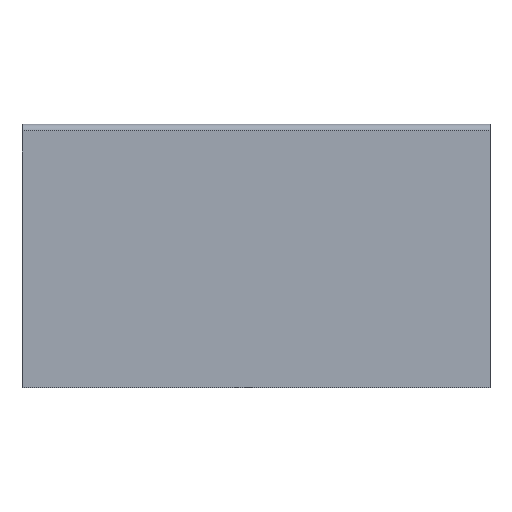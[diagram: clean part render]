
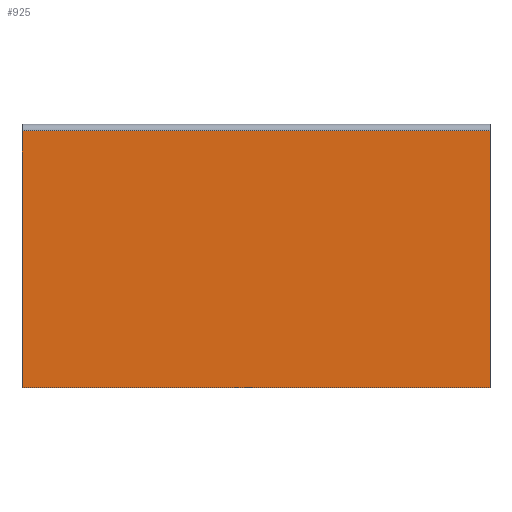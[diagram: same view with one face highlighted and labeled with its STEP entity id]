
A CAD part, front view. The second image highlights one B-rep face of the part: STEP entity #925.
In plain terms, the highlighted planar face has unit normal (0, -1, 0).
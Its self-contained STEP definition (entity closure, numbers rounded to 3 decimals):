
#36=CARTESIAN_POINT('Line Origine',(4.42,0.,0.)) ;
#40=CARTESIAN_POINT('Vertex',(0.,0.,0.)) ;
#42=CARTESIAN_POINT('Vertex',(8.839,0.,0.)) ;
#882=CARTESIAN_POINT('Vertex',(8.839,0.,4.851)) ;
#889=CARTESIAN_POINT('Vertex',(0.,0.,4.851)) ;
#892=CARTESIAN_POINT('Line Origine',(4.42,0.,4.851)) ;
#904=CARTESIAN_POINT('Axis2P3D Location',(0.,0.,0.)) ;
#909=CARTESIAN_POINT('Line Origine',(0.,0.,2.426)) ;
#914=CARTESIAN_POINT('Line Origine',(8.839,0.,2.426)) ;
#38=VECTOR('Line Direction',#37,1.) ;
#894=VECTOR('Line Direction',#893,1.) ;
#911=VECTOR('Line Direction',#910,1.) ;
#916=VECTOR('Line Direction',#915,1.) ;
#37=DIRECTION('Vector Direction',(1.,0.,0.)) ;
#893=DIRECTION('Vector Direction',(1.,0.,0.)) ;
#905=DIRECTION('Axis2P3D Direction',(0.,1.,0.)) ;
#906=DIRECTION('Axis2P3D XDirection',(0.,0.,1.)) ;
#910=DIRECTION('Vector Direction',(0.,0.,1.)) ;
#915=DIRECTION('Vector Direction',(0.,0.,1.)) ;
#907=AXIS2_PLACEMENT_3D('Plane Axis2P3D',#904,#905,#906) ;
#39=LINE('Line',#36,#38) ;
#895=LINE('Line',#892,#894) ;
#912=LINE('Line',#909,#911) ;
#917=LINE('Line',#914,#916) ;
#908=PLANE('',#907) ;
#44=EDGE_CURVE('',#41,#43,#39,.T.) ;
#896=EDGE_CURVE('',#890,#883,#895,.T.) ;
#913=EDGE_CURVE('',#890,#41,#912,.F.) ;
#918=EDGE_CURVE('',#883,#43,#917,.F.) ;
#920=ORIENTED_EDGE('',*,*,#896,.F.) ;
#921=ORIENTED_EDGE('',*,*,#913,.T.) ;
#922=ORIENTED_EDGE('',*,*,#44,.T.) ;
#923=ORIENTED_EDGE('',*,*,#918,.F.) ;
#919=EDGE_LOOP('',(#920,#921,#922,#923)) ;
#41=VERTEX_POINT('',#40) ;
#43=VERTEX_POINT('',#42) ;
#883=VERTEX_POINT('',#882) ;
#890=VERTEX_POINT('',#889) ;
#925=ADVANCED_FACE('PartBody',(#924),#908,.F.) ;
#924=FACE_OUTER_BOUND('',#919,.T.) ;
